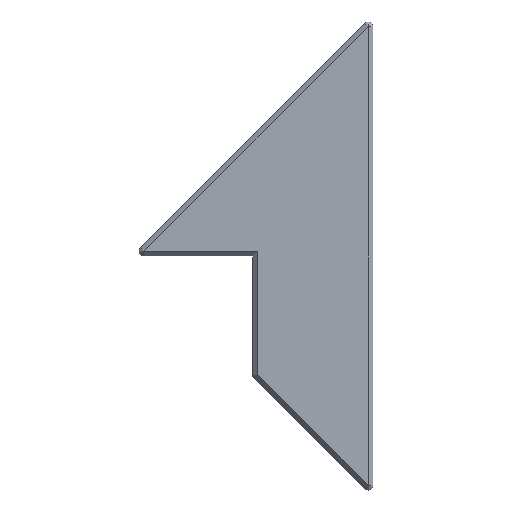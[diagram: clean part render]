
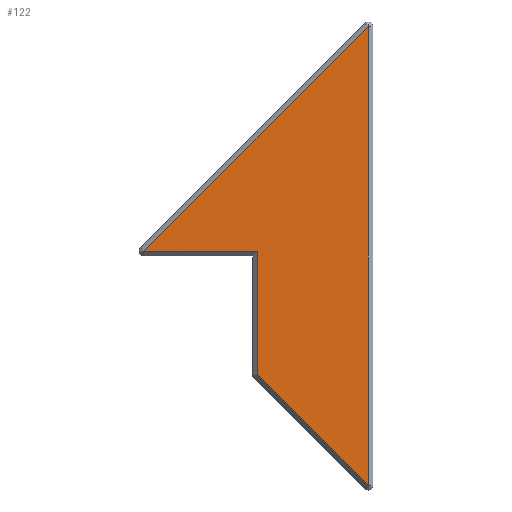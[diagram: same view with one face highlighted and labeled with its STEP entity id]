
A CAD part, front view. The second image highlights one B-rep face of the part: STEP entity #122.
In plain terms, the highlighted free-form (B-spline) face has degree [1, 1] with [2, 2] control points.
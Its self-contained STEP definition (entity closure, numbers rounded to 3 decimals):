
#22 = VERTEX_POINT('',#23);
#23 = CARTESIAN_POINT('',(-1.971,0.,192.354));
#122 = ADVANCED_FACE('',(#123),#158,.F.);
#123 = FACE_BOUND('',#124,.T.);
#124 = EDGE_LOOP('',(#125,#132,#139,#146,#153));
#125 = ORIENTED_EDGE('',*,*,#126,.T.);
#126 = EDGE_CURVE('',#22,#127,#129,.T.);
#127 = VERTEX_POINT('',#128);
#128 = CARTESIAN_POINT('',(-93.797,0.,100.527));
#129 = B_SPLINE_CURVE_WITH_KNOTS('',1,(#130,#131),.UNSPECIFIED.,.F.,.F.,
  (2,2),(-136.593,-4.828),.PIECEWISE_BEZIER_KNOTS.);
#130 = CARTESIAN_POINT('',(-1.971,0.,192.354));
#131 = CARTESIAN_POINT('',(-93.797,0.,100.527));
#132 = ORIENTED_EDGE('',*,*,#133,.T.);
#133 = EDGE_CURVE('',#127,#134,#136,.T.);
#134 = VERTEX_POINT('',#135);
#135 = CARTESIAN_POINT('',(-47.3,0.,100.527));
#136 = B_SPLINE_CURVE_WITH_KNOTS('',1,(#137,#138),.UNSPECIFIED.,.F.,.F.,
  (2,2),(-95.172,-47.992),.PIECEWISE_BEZIER_KNOTS.);
#137 = CARTESIAN_POINT('',(-93.797,0.,100.527));
#138 = CARTESIAN_POINT('',(-47.3,0.,100.527));
#139 = ORIENTED_EDGE('',*,*,#140,.T.);
#140 = EDGE_CURVE('',#134,#141,#143,.T.);
#141 = VERTEX_POINT('',#142);
#142 = CARTESIAN_POINT('',(-47.3,0.,50.087));
#143 = B_SPLINE_CURVE_WITH_KNOTS('',1,(#144,#145),.UNSPECIFIED.,.F.,.F.,
  (2,2),(-102.,-50.821),.PIECEWISE_BEZIER_KNOTS.);
#144 = CARTESIAN_POINT('',(-47.3,0.,100.527));
#145 = CARTESIAN_POINT('',(-47.3,0.,50.087));
#146 = ORIENTED_EDGE('',*,*,#147,.T.);
#147 = EDGE_CURVE('',#141,#148,#150,.T.);
#148 = VERTEX_POINT('',#149);
#149 = CARTESIAN_POINT('',(-1.971,0.,4.759));
#150 = B_SPLINE_CURVE_WITH_KNOTS('',1,(#151,#152),.UNSPECIFIED.,.F.,.F.,
  (2,2),(-69.872,-4.828),.PIECEWISE_BEZIER_KNOTS.);
#151 = CARTESIAN_POINT('',(-47.3,0.,50.087));
#152 = CARTESIAN_POINT('',(-1.971,0.,4.759));
#153 = ORIENTED_EDGE('',*,*,#154,.T.);
#154 = EDGE_CURVE('',#148,#22,#155,.T.);
#155 = B_SPLINE_CURVE_WITH_KNOTS('',1,(#156,#157),.UNSPECIFIED.,.F.,.F.,
  (2,2),(4.828,195.172),.PIECEWISE_BEZIER_KNOTS.);
#156 = CARTESIAN_POINT('',(-1.971,0.,4.759));
#157 = CARTESIAN_POINT('',(-1.971,0.,192.354));
#158 = B_SPLINE_SURFACE_WITH_KNOTS('',1,1,(
    (#159,#160)
    ,(#161,#162
    )),.UNSPECIFIED.,.F.,.F.,.F.,(2,2),(2,2),(4.828,
    195.172),(-95.172,-2.),.PIECEWISE_BEZIER_KNOTS.);
#159 = CARTESIAN_POINT('',(-93.797,0.,4.759));
#160 = CARTESIAN_POINT('',(-1.971,0.,4.759));
#161 = CARTESIAN_POINT('',(-93.797,0.,192.354));
#162 = CARTESIAN_POINT('',(-1.971,0.,192.354));
